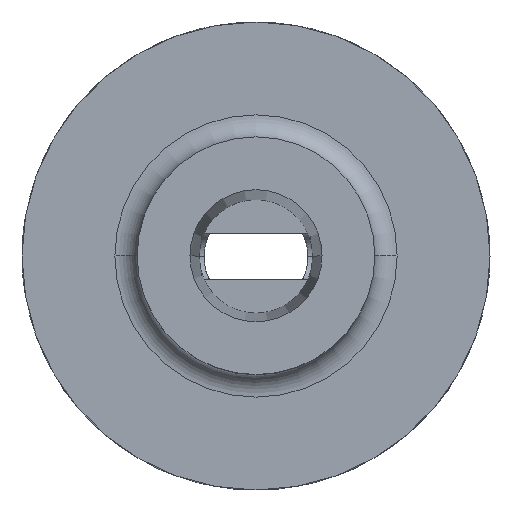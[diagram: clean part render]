
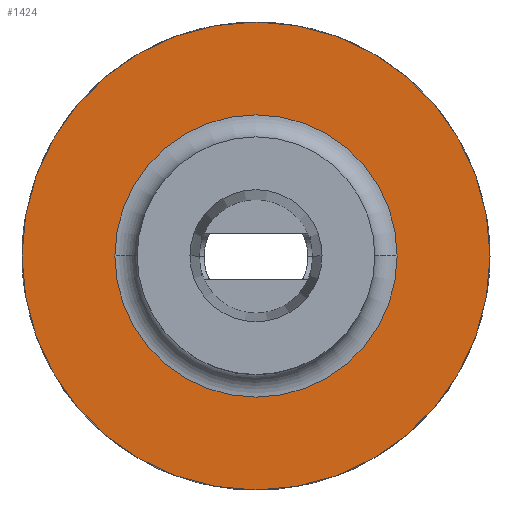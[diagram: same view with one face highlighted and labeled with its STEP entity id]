
A CAD part, top view. The second image highlights one B-rep face of the part: STEP entity #1424.
In plain terms, the highlighted planar face has unit normal (0, 0, 1).
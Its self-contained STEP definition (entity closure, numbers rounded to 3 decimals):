
#91 = PLANE ( 'NONE',  #113 ) ;
#113 = AXIS2_PLACEMENT_3D ( 'NONE', #1877, #1681, #795 ) ;
#152 = EDGE_CURVE ( 'NONE', #1983, #2260, #1112, .T. ) ;
#190 = AXIS2_PLACEMENT_3D ( 'NONE', #1498, #968, #253 ) ;
#253 = DIRECTION ( 'NONE',  ( -1., 0., 0. ) ) ;
#311 = CARTESIAN_POINT ( 'NONE',  ( 0., 0., 27. ) ) ;
#343 = DIRECTION ( 'NONE',  ( -1., 0., 0. ) ) ;
#367 = CARTESIAN_POINT ( 'NONE',  ( 31.5, 0., 27. ) ) ;
#525 = DIRECTION ( 'NONE',  ( 0., 0., -1. ) ) ;
#542 = FACE_OUTER_BOUND ( 'NONE', #807, .T. ) ;
#642 = AXIS2_PLACEMENT_3D ( 'NONE', #923, #1275, #1647 ) ;
#705 = DIRECTION ( 'NONE',  ( 0., 0., -1. ) ) ;
#795 = DIRECTION ( 'NONE',  ( -1., 0., 0. ) ) ;
#807 = EDGE_LOOP ( 'NONE', ( #2021, #1342 ) ) ;
#912 = FACE_BOUND ( 'NONE', #2031, .T. ) ;
#923 = CARTESIAN_POINT ( 'NONE',  ( 0., 0., 27. ) ) ;
#946 = ORIENTED_EDGE ( 'NONE', *, *, #1285, .T. ) ;
#968 = DIRECTION ( 'NONE',  ( 0., 0., -1. ) ) ;
#1112 = CIRCLE ( 'NONE', #642, 31.5 ) ;
#1188 = CIRCLE ( 'NONE', #190, 19. ) ;
#1204 = DIRECTION ( 'NONE',  ( -1., 0., 0. ) ) ;
#1275 = DIRECTION ( 'NONE',  ( 0., 0., -1. ) ) ;
#1285 = EDGE_CURVE ( 'NONE', #1370, #1944, #1188, .T. ) ;
#1288 = CARTESIAN_POINT ( 'NONE',  ( -19., 0., 27. ) ) ;
#1342 = ORIENTED_EDGE ( 'NONE', *, *, #2230, .F. ) ;
#1370 = VERTEX_POINT ( 'NONE', #2195 ) ;
#1377 = AXIS2_PLACEMENT_3D ( 'NONE', #311, #705, #1204 ) ;
#1424 = ADVANCED_FACE ( 'NONE', ( #912, #542 ), #91, .F. ) ;
#1498 = CARTESIAN_POINT ( 'NONE',  ( 0., 0., 27. ) ) ;
#1519 = EDGE_CURVE ( 'NONE', #1944, #1370, #1605, .T. ) ;
#1566 = CIRCLE ( 'NONE', #1597, 31.5 ) ;
#1597 = AXIS2_PLACEMENT_3D ( 'NONE', #1598, #525, #343 ) ;
#1598 = CARTESIAN_POINT ( 'NONE',  ( 0., 0., 27. ) ) ;
#1605 = CIRCLE ( 'NONE', #1377, 19. ) ;
#1647 = DIRECTION ( 'NONE',  ( -1., 0., 0. ) ) ;
#1681 = DIRECTION ( 'NONE',  ( 0., 0., -1. ) ) ;
#1877 = CARTESIAN_POINT ( 'NONE',  ( 0., 0., 27. ) ) ;
#1944 = VERTEX_POINT ( 'NONE', #1288 ) ;
#1983 = VERTEX_POINT ( 'NONE', #2187 ) ;
#2012 = ORIENTED_EDGE ( 'NONE', *, *, #1519, .T. ) ;
#2021 = ORIENTED_EDGE ( 'NONE', *, *, #152, .F. ) ;
#2031 = EDGE_LOOP ( 'NONE', ( #2012, #946 ) ) ;
#2187 = CARTESIAN_POINT ( 'NONE',  ( -31.5, 0., 27. ) ) ;
#2195 = CARTESIAN_POINT ( 'NONE',  ( 19., 0., 27. ) ) ;
#2230 = EDGE_CURVE ( 'NONE', #2260, #1983, #1566, .T. ) ;
#2260 = VERTEX_POINT ( 'NONE', #367 ) ;
